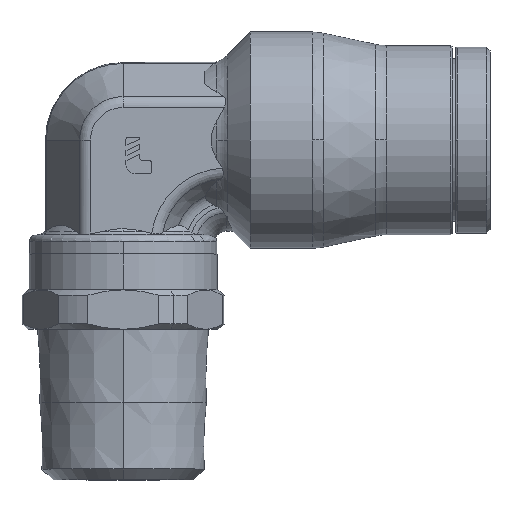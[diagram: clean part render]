
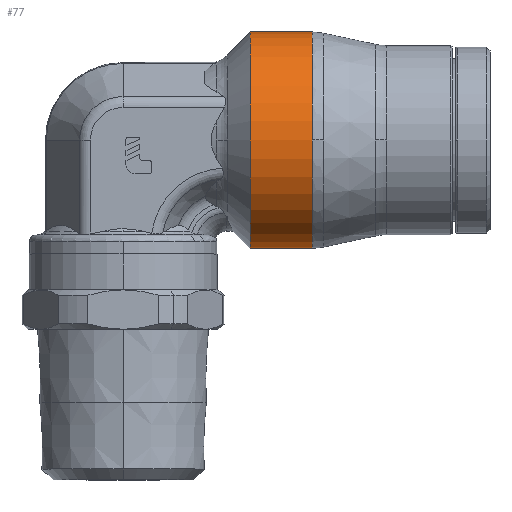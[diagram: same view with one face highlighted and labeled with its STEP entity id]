
A CAD part, top view. The second image highlights one B-rep face of the part: STEP entity #77.
In plain terms, the highlighted cylindrical face has radius 8.55 mm (diameter 17.1 mm), a partial arc.
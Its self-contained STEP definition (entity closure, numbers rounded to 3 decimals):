
#77=ADVANCED_FACE('',(#273),#274,.T.);
#273=FACE_OUTER_BOUND('',#615,.T.);
#274=CYLINDRICAL_SURFACE('',#616,8.55);
#615=EDGE_LOOP('',(#1155,#1156,#1157,#1158,#1159));
#616=AXIS2_PLACEMENT_3D('',#1160,#1161,#1162);
#1155=ORIENTED_EDGE('',*,*,#2369,.F.);
#1156=ORIENTED_EDGE('',*,*,#2368,.T.);
#1157=ORIENTED_EDGE('',*,*,#2370,.F.);
#1158=ORIENTED_EDGE('',*,*,#2371,.F.);
#1159=ORIENTED_EDGE('',*,*,#2299,.F.);
#1160=CARTESIAN_POINT('',(12.505,0.0,0.));
#1161=DIRECTION('',(1.0,0.0,0.0));
#1162=DIRECTION('',(0.0,1.0,0.0));
#2299=EDGE_CURVE('',#2783,#2785,#2786,.T.);
#2368=EDGE_CURVE('',#2908,#2913,#2915,.T.);
#2369=EDGE_CURVE('',#2908,#2783,#2916,.T.);
#2370=EDGE_CURVE('',#2917,#2913,#2918,.T.);
#2371=EDGE_CURVE('',#2785,#2917,#2919,.T.);
#2783=VERTEX_POINT('',#3670);
#2785=VERTEX_POINT('',#3672);
#2786=CIRCLE('',#3673,8.55);
#2908=VERTEX_POINT('',#3914);
#2913=VERTEX_POINT('',#3941);
#2915=CIRCLE('',#3944,8.55);
#2916=LINE('',#3945,#3946);
#2917=VERTEX_POINT('',#3947);
#2918=LINE('',#3948,#3949);
#2919=CIRCLE('',#3950,8.55);
#3670=CARTESIAN_POINT('',(14.96,8.55,0.));
#3672=CARTESIAN_POINT('',(14.96,0.,8.55));
#3673=AXIS2_PLACEMENT_3D('',#5208,#5209,#5210);
#3914=CARTESIAN_POINT('',(10.05,8.55,0.));
#3941=CARTESIAN_POINT('',(10.05,-8.55,0.));
#3944=AXIS2_PLACEMENT_3D('',#5334,#5335,#5336);
#3945=CARTESIAN_POINT('',(12.505,8.55,0.));
#3946=VECTOR('',#5337,1.0);
#3947=CARTESIAN_POINT('',(14.96,-8.55,0.));
#3948=CARTESIAN_POINT('',(12.505,-8.55,0.));
#3949=VECTOR('',#5338,1.0);
#3950=AXIS2_PLACEMENT_3D('',#5339,#5340,#5341);
#5208=CARTESIAN_POINT('',(14.96,0.0,0.));
#5209=DIRECTION('',(1.0,0.0,0.0));
#5210=DIRECTION('',(0.0,1.0,0.0));
#5334=CARTESIAN_POINT('',(10.05,0.0,0.));
#5335=DIRECTION('',(1.0,0.0,0.0));
#5336=DIRECTION('',(0.0,1.0,0.0));
#5337=DIRECTION('',(1.0,0.0,0.0));
#5338=DIRECTION('',(-1.0,-0.0,-0.0));
#5339=CARTESIAN_POINT('',(14.96,0.0,0.));
#5340=DIRECTION('',(1.0,0.0,0.0));
#5341=DIRECTION('',(0.0,1.0,0.0));
